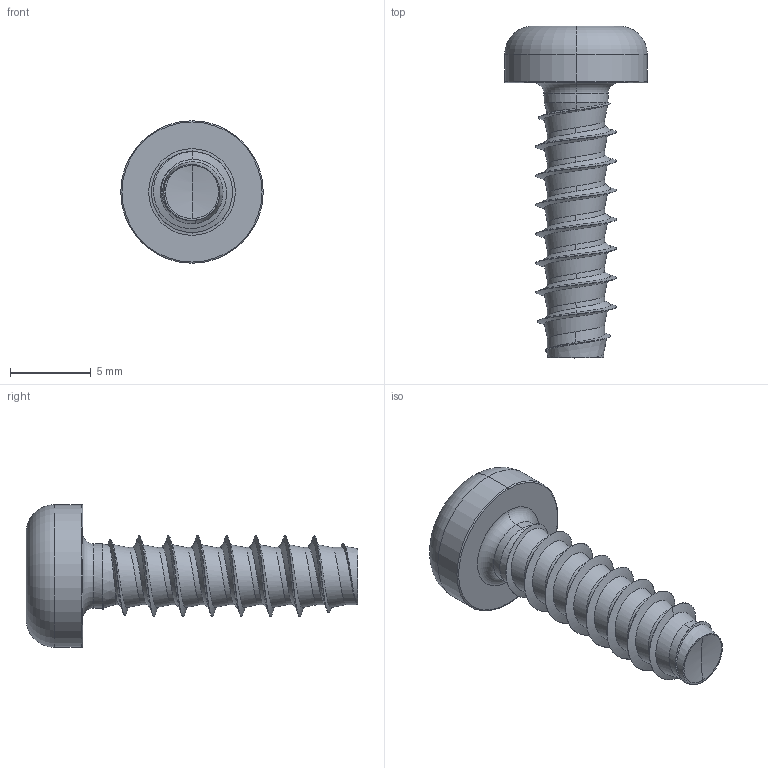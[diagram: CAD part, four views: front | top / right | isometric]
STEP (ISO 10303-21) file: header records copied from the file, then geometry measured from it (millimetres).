
FILE_DESCRIPTION (( 'STEP AP203' ), '1' );
FILE_NAME ('STP390500170.STEP', '2019-05-15T19:32:04', ( '' ), ( '' ), 'SwSTEP 2.0', 'SolidWorks 2015', '' );
FILE_SCHEMA (( 'CONFIG_CONTROL_DESIGN' ));
Length unit declared in the file: millimetre
Products named in the file (2): STP390500170
Bounding box: 8.8 x 20.49 x 8.8 mm (x, y, z)
Volume: 365.3 mm3; surface area: 518.5 mm2
Topology: 1 solids, 1 shells, 101 faces, 249 edges, 150 vertices
Faces by surface type: cylinder 43, bspline 35, cone 11, torus 6, sphere 4, plane 2
Entity records: 16846 total; most frequent: CARTESIAN_POINT 14678, ORIENTED_EDGE 494, DIRECTION 320, EDGE_CURVE 247, VERTEX_POINT 150, AXIS2_PLACEMENT_3D 131, B_SPLINE_CURVE_WITH_KNOTS 109, EDGE_LOOP 103
